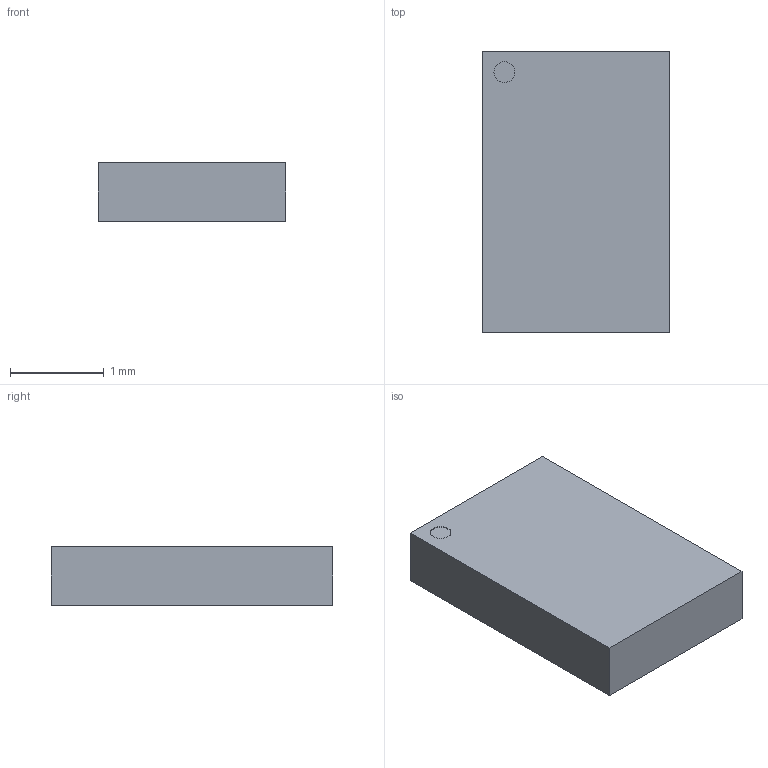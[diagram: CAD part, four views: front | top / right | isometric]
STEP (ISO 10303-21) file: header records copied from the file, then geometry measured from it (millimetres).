
FILE_DESCRIPTION(('FreeCAD Model'),'2;1');
FILE_NAME('Open CASCADE Shape Model','2021-08-14T14:56:56',('Author'),( ''),'Open CASCADE STEP processor 7.4','FreeCAD','Unknown');
FILE_SCHEMA(('AUTOMOTIVE_DESIGN { 1 0 10303 214 1 1 1 1 }'));
Length unit declared in the file: millimetre
Products named in the file (1): Pocket001
Bounding box: 2 x 3 x 0.62 mm (x, y, z)
Volume: 3.7 mm3; surface area: 18.2 mm2
Topology: 1 solids, 1 shells, 8 faces, 15 edges, 10 vertices
Faces by surface type: plane 7, cylinder 1
Full cylindrical faces by diameter (mm): 0.222 x1
Entity records: 281 total; most frequent: DIRECTION 35, CARTESIAN_POINT 34, ORIENTED_EDGE 30, EDGE_CURVE 15, LINE 13, VECTOR 13, AXIS2_PLACEMENT_3D 11, VERTEX_POINT 10
